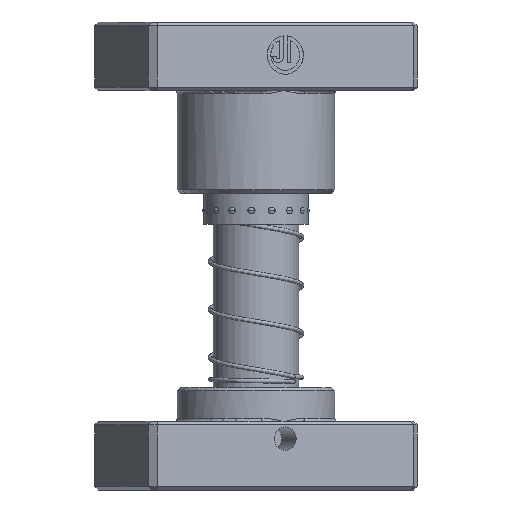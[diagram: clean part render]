
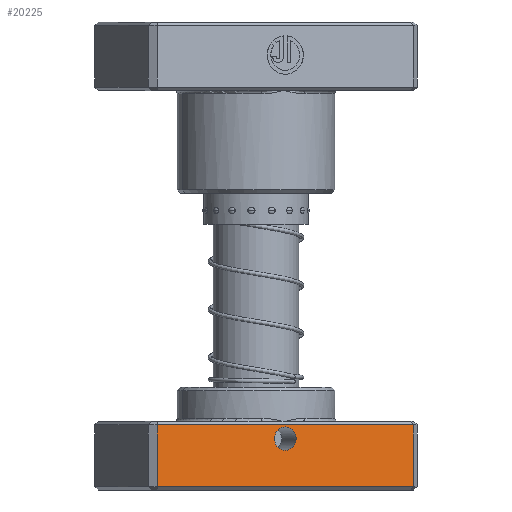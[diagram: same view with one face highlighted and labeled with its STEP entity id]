
A CAD part, front view. The second image highlights one B-rep face of the part: STEP entity #20225.
In plain terms, the highlighted face is planar.
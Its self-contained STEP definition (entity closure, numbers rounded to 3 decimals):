
#513 = DIRECTION ( 'NONE',  ( 0., -1., 0. ) ) ;
#582 = AXIS2_PLACEMENT_3D ( 'NONE', #24092, #30679, #11014 ) ;
#708 = EDGE_LOOP ( 'NONE', ( #14799, #21432, #28761, #2267 ) ) ;
#1241 = VERTEX_POINT ( 'NONE', #12115 ) ;
#1417 = CIRCLE ( 'NONE', #12666, 3.4 ) ;
#2267 = ORIENTED_EDGE ( 'NONE', *, *, #2320, .T. ) ;
#2320 = EDGE_CURVE ( 'NONE', #41347, #19856, #2620, .T. ) ;
#2620 = LINE ( 'NONE', #6737, #27853 ) ;
#4327 = EDGE_CURVE ( 'NONE', #13823, #1241, #1417, .T. ) ;
#4762 = LINE ( 'NONE', #12923, #12501 ) ;
#4821 = DIRECTION ( 'NONE',  ( 1., 0., 0. ) ) ;
#5786 = EDGE_CURVE ( 'NONE', #41347, #26002, #11861, .T. ) ;
#6737 = CARTESIAN_POINT ( 'NONE',  ( -40., -24., 19. ) ) ;
#7698 = PLANE ( 'NONE',  #582 ) ;
#10682 = VECTOR ( 'NONE', #4821, 1000. ) ;
#10898 = CARTESIAN_POINT ( 'NONE',  ( 40., -24., 19. ) ) ;
#11014 = DIRECTION ( 'NONE',  ( 0., 0., 1. ) ) ;
#11861 = LINE ( 'NONE', #36222, #19563 ) ;
#12115 = CARTESIAN_POINT ( 'NONE',  ( 0., -24., 18.4 ) ) ;
#12501 = VECTOR ( 'NONE', #22816, 1000. ) ;
#12666 = AXIS2_PLACEMENT_3D ( 'NONE', #16634, #39647, #19962 ) ;
#12923 = CARTESIAN_POINT ( 'NONE',  ( -40., -24., 20. ) ) ;
#13275 = DIRECTION ( 'NONE',  ( 0., 0., -1. ) ) ;
#13823 = VERTEX_POINT ( 'NONE', #15438 ) ;
#14799 = ORIENTED_EDGE ( 'NONE', *, *, #39705, .T. ) ;
#15438 = CARTESIAN_POINT ( 'NONE',  ( 0., -24., 11.6 ) ) ;
#16509 = DIRECTION ( 'NONE',  ( -1., 0., 0. ) ) ;
#16634 = CARTESIAN_POINT ( 'NONE',  ( 0., -24., 15. ) ) ;
#16731 = ORIENTED_EDGE ( 'NONE', *, *, #4327, .F. ) ;
#19563 = VECTOR ( 'NONE', #13275, 1000. ) ;
#19856 = VERTEX_POINT ( 'NONE', #28145 ) ;
#19962 = DIRECTION ( 'NONE',  ( 0., 0., -1. ) ) ;
#20187 = CARTESIAN_POINT ( 'NONE',  ( 0., -24., 15. ) ) ;
#20225 = ADVANCED_FACE ( 'NONE', ( #38720, #31008 ), #7698, .F. ) ;
#21432 = ORIENTED_EDGE ( 'NONE', *, *, #23127, .T. ) ;
#22816 = DIRECTION ( 'NONE',  ( 0., 0., -1. ) ) ;
#23127 = EDGE_CURVE ( 'NONE', #37312, #26002, #28140, .T. ) ;
#23518 = DIRECTION ( 'NONE',  ( 0., 0., -1. ) ) ;
#24092 = CARTESIAN_POINT ( 'NONE',  ( -40., -24., 20. ) ) ;
#26002 = VERTEX_POINT ( 'NONE', #27412 ) ;
#27412 = CARTESIAN_POINT ( 'NONE',  ( 40., -24., 1. ) ) ;
#27496 = CARTESIAN_POINT ( 'NONE',  ( -40., -24., 1. ) ) ;
#27853 = VECTOR ( 'NONE', #16509, 1000. ) ;
#28140 = LINE ( 'NONE', #31120, #10682 ) ;
#28145 = CARTESIAN_POINT ( 'NONE',  ( -40., -24., 19. ) ) ;
#28761 = ORIENTED_EDGE ( 'NONE', *, *, #5786, .F. ) ;
#30679 = DIRECTION ( 'NONE',  ( 0., 1., 0. ) ) ;
#31008 = FACE_OUTER_BOUND ( 'NONE', #708, .T. ) ;
#31120 = CARTESIAN_POINT ( 'NONE',  ( -40., -24., 1. ) ) ;
#33715 = EDGE_LOOP ( 'NONE', ( #16731, #37282 ) ) ;
#36222 = CARTESIAN_POINT ( 'NONE',  ( 40., -24., 20. ) ) ;
#37282 = ORIENTED_EDGE ( 'NONE', *, *, #39835, .F. ) ;
#37312 = VERTEX_POINT ( 'NONE', #27496 ) ;
#37600 = AXIS2_PLACEMENT_3D ( 'NONE', #20187, #513, #23518 ) ;
#38146 = CIRCLE ( 'NONE', #37600, 3.4 ) ;
#38720 = FACE_BOUND ( 'NONE', #33715, .T. ) ;
#39647 = DIRECTION ( 'NONE',  ( 0., -1., 0. ) ) ;
#39705 = EDGE_CURVE ( 'NONE', #19856, #37312, #4762, .T. ) ;
#39835 = EDGE_CURVE ( 'NONE', #1241, #13823, #38146, .T. ) ;
#41347 = VERTEX_POINT ( 'NONE', #10898 ) ;
